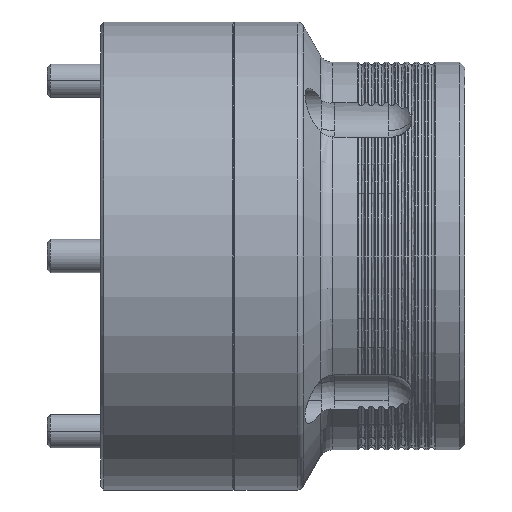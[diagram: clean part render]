
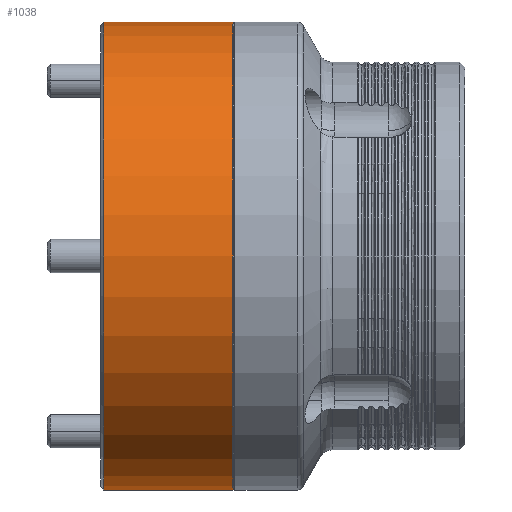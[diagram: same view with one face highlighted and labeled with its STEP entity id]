
A CAD part, front view. The second image highlights one B-rep face of the part: STEP entity #1038.
In plain terms, the highlighted cylindrical face has radius 70 mm (diameter 140 mm), a partial arc.
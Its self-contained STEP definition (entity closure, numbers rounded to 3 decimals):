
#794 = CARTESIAN_POINT ( 'NONE',  ( 1., 0., -70. ) ) ;
#1038 = ADVANCED_FACE ( 'NONE', ( #14731 ), #3841, .T. ) ;
#2714 = CIRCLE ( 'NONE', #4266, 70. ) ;
#2937 = ORIENTED_EDGE ( 'NONE', *, *, #8052, .T. ) ;
#3841 = CYLINDRICAL_SURFACE ( 'NONE', #8780, 70. ) ;
#4266 = AXIS2_PLACEMENT_3D ( 'NONE', #14117, #6257, #15442 ) ;
#4628 = CARTESIAN_POINT ( 'NONE',  ( -10.882, 0., -70. ) ) ;
#4888 = CARTESIAN_POINT ( 'NONE',  ( 39.6, 0., -70. ) ) ;
#5842 = EDGE_CURVE ( 'NONE', #8038, #6483, #7660, .T. ) ;
#5972 = DIRECTION ( 'NONE',  ( -1., 0., 0. ) ) ;
#6209 = CARTESIAN_POINT ( 'NONE',  ( 39.6, 0., 70. ) ) ;
#6257 = DIRECTION ( 'NONE',  ( -1., 0., 0. ) ) ;
#6483 = VERTEX_POINT ( 'NONE', #794 ) ;
#6547 = DIRECTION ( 'NONE',  ( -1., 0., 0. ) ) ;
#6759 = VERTEX_POINT ( 'NONE', #15854 ) ;
#7244 = VECTOR ( 'NONE', #5972, 1000. ) ;
#7294 = DIRECTION ( 'NONE',  ( 0., 0., 1. ) ) ;
#7414 = CARTESIAN_POINT ( 'NONE',  ( -10.882, 0., 0. ) ) ;
#7588 = CARTESIAN_POINT ( 'NONE',  ( 1., 0., 0. ) ) ;
#7660 = LINE ( 'NONE', #4628, #7244 ) ;
#7975 = CIRCLE ( 'NONE', #14051, 70. ) ;
#8038 = VERTEX_POINT ( 'NONE', #4888 ) ;
#8052 = EDGE_CURVE ( 'NONE', #6759, #6483, #7975, .T. ) ;
#8780 = AXIS2_PLACEMENT_3D ( 'NONE', #7414, #15165, #7294 ) ;
#8931 = DIRECTION ( 'NONE',  ( 0., 0., -1. ) ) ;
#9384 = ORIENTED_EDGE ( 'NONE', *, *, #11915, .T. ) ;
#10647 = ORIENTED_EDGE ( 'NONE', *, *, #12347, .T. ) ;
#11915 = EDGE_CURVE ( 'NONE', #16263, #6759, #14647, .T. ) ;
#11989 = VECTOR ( 'NONE', #6547, 1000. ) ;
#12199 = EDGE_LOOP ( 'NONE', ( #12486, #10647, #9384, #2937 ) ) ;
#12347 = EDGE_CURVE ( 'NONE', #8038, #16263, #2714, .T. ) ;
#12486 = ORIENTED_EDGE ( 'NONE', *, *, #5842, .F. ) ;
#14051 = AXIS2_PLACEMENT_3D ( 'NONE', #7588, #16757, #8931 ) ;
#14117 = CARTESIAN_POINT ( 'NONE',  ( 39.6, 0., 0. ) ) ;
#14419 = CARTESIAN_POINT ( 'NONE',  ( -10.882, 0., 70. ) ) ;
#14647 = LINE ( 'NONE', #14419, #11989 ) ;
#14731 = FACE_OUTER_BOUND ( 'NONE', #12199, .T. ) ;
#15165 = DIRECTION ( 'NONE',  ( -1., 0., 0. ) ) ;
#15442 = DIRECTION ( 'NONE',  ( 0., 0., 1. ) ) ;
#15854 = CARTESIAN_POINT ( 'NONE',  ( 1., 0., 70. ) ) ;
#16263 = VERTEX_POINT ( 'NONE', #6209 ) ;
#16757 = DIRECTION ( 'NONE',  ( 1., 0., 0. ) ) ;
